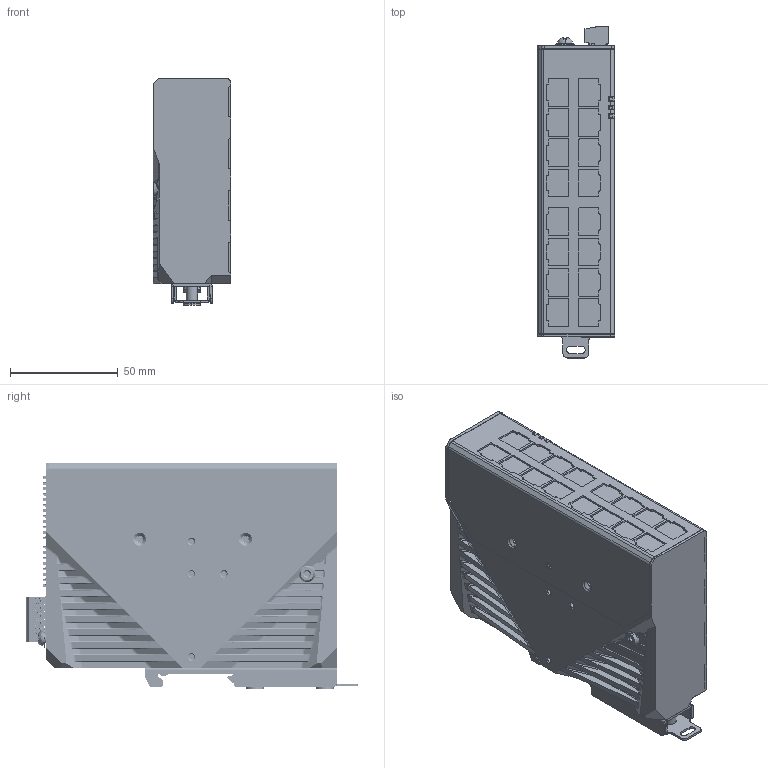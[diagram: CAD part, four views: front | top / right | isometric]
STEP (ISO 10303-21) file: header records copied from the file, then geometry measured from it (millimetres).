
FILE_DESCRIPTION((''),'2;1');
FILE_NAME('3D_EDS_2016_ML','2020-01-08T13:20:07',('Dacia_Yao'),('PTC'),'CREO PARAMETRIC BY PTC INC, 2018020','CREO PARAMETRIC BY PTC INC, 2018020','');
FILE_SCHEMA(('AUTOMOTIVE_DESIGN { 1 0 10303 214 1 1 1 1 }'));
Products named in the file (1): 3D_EDS_2016_ML
Bounding box: 36.1 x 153.67 x 105 mm (x, y, z)
Volume: 24161.2 mm3; surface area: 124066.5 mm2
Topology: 13 solids, 25 shells, 8939 faces, 25506 edges, 16322 vertices
Faces by surface type: plane 6352, cylinder 1806, cone 295, extrusion 255, bspline 116, torus 97, sphere 18
Entity records: 313519 total; most frequent: CARTESIAN_POINT 74316, ORIENTED_EDGE 50541, DIRECTION 44072, EDGE_CURVE 25458, VECTOR 20126, LINE 19871, VERTEX_POINT 16322, AXIS2_PLACEMENT_3D 11973
